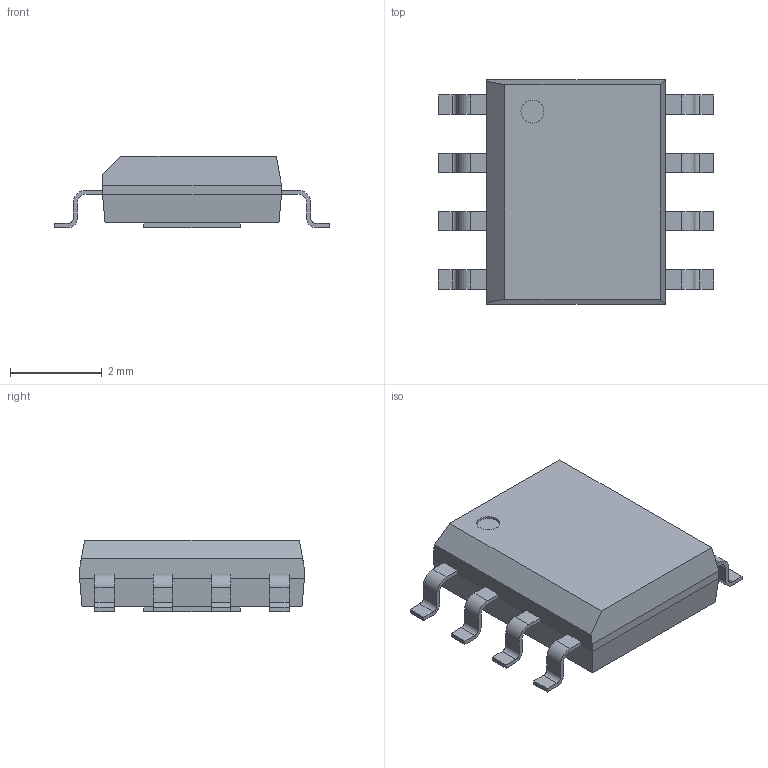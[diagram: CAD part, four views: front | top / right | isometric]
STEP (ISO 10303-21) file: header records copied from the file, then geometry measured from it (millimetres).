
FILE_DESCRIPTION (( 'STEP AP214' ), '1' );
FILE_NAME ('SOIC8_EP2.1x2.1.STEP', '2020-03-10T15:55:33', ( '' ), ( '' ), 'SwSTEP 2.0', 'SolidWorks 2018', '' );
FILE_SCHEMA (( 'AUTOMOTIVE_DESIGN' ));
Length unit declared in the file: millimetre
Products named in the file (1): SOIC8_EP2.1x2.1
Bounding box: 6 x 4.9 x 1.55 mm (x, y, z)
Volume: 27.5 mm3; surface area: 74 mm2
Topology: 1 solids, 1 shells, 126 faces, 344 edges, 222 vertices
Faces by surface type: plane 92, cylinder 34
Entity records: 5360 total; most frequent: CARTESIAN_POINT 693, ORIENTED_EDGE 688, DIRECTION 666, EDGE_CURVE 344, VECTOR 276, LINE 276, VERTEX_POINT 222, AXIS2_PLACEMENT_3D 195
